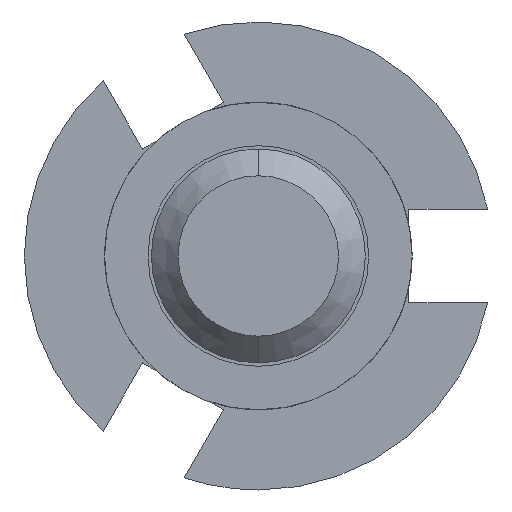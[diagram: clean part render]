
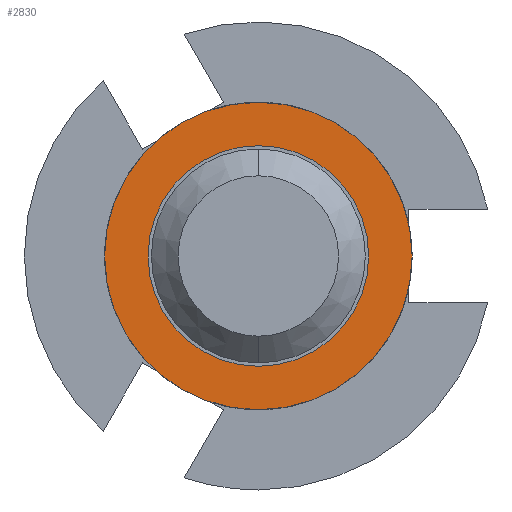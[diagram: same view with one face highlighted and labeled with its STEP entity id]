
A CAD part, front view. The second image highlights one B-rep face of the part: STEP entity #2830.
In plain terms, the highlighted planar face has unit normal (0, -1, 0).
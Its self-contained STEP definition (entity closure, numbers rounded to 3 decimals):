
#54 = ORIENTED_EDGE ( 'NONE', *, *, #1898, .F. ) ;
#68 = CARTESIAN_POINT ( 'NONE',  ( 0., -1.5, 0. ) ) ;
#286 = DIRECTION ( 'NONE',  ( 0., 0., 1. ) ) ;
#538 = FACE_BOUND ( 'NONE', #3220, .T. ) ;
#569 = VERTEX_POINT ( 'NONE', #732 ) ;
#585 = DIRECTION ( 'NONE',  ( 0., 1., 0. ) ) ;
#656 = CARTESIAN_POINT ( 'NONE',  ( 0., -1.5, 0. ) ) ;
#732 = CARTESIAN_POINT ( 'NONE',  ( 0., -1.5, -0.825 ) ) ;
#909 = DIRECTION ( 'NONE',  ( 0., 1., 0. ) ) ;
#1140 = DIRECTION ( 'NONE',  ( 0., 0., 1. ) ) ;
#1313 = ORIENTED_EDGE ( 'NONE', *, *, #4120, .T. ) ;
#1432 = CARTESIAN_POINT ( 'NONE',  ( 0., -1.5, 1.15 ) ) ;
#1449 = ORIENTED_EDGE ( 'NONE', *, *, #3675, .F. ) ;
#1685 = DIRECTION ( 'NONE',  ( 0., 1., 0. ) ) ;
#1877 = VERTEX_POINT ( 'NONE', #2746 ) ;
#1898 = EDGE_CURVE ( 'Defeature ausgef�hrt4_13+Defeature ausgef�hrt4_17+Defeature ausgef�hrt4_17+Defeature ausgef�hrt4_17', #2592, #3890, #2603, .T. ) ;
#2065 = AXIS2_PLACEMENT_3D ( 'NONE', #656, #4431, #286 ) ;
#2081 = EDGE_LOOP ( 'NONE', ( #54, #1449 ) ) ;
#2118 = DIRECTION ( 'NONE',  ( 0., 1., 0. ) ) ;
#2230 = CARTESIAN_POINT ( 'NONE',  ( 0.825, -1.5, 0. ) ) ;
#2243 = CARTESIAN_POINT ( 'NONE',  ( 0., -1.5, -1.15 ) ) ;
#2257 = DIRECTION ( 'NONE',  ( 0., 0., 1. ) ) ;
#2334 = DIRECTION ( 'NONE',  ( 0., 0., 1. ) ) ;
#2385 = AXIS2_PLACEMENT_3D ( 'NONE', #2230, #909, #2257 ) ;
#2402 = EDGE_CURVE ( 'Defeature ausgef�hrt4_17+Defeature ausgef�hrt4_16+Defeature ausgef�hrt4_16+Defeature ausgef�hrt4_16', #1877, #569, #3310, .T. ) ;
#2535 = CIRCLE ( 'NONE', #2587, 1.15 ) ;
#2587 = AXIS2_PLACEMENT_3D ( 'NONE', #68, #2118, #1140 ) ;
#2592 = VERTEX_POINT ( 'NONE', #1432 ) ;
#2603 = CIRCLE ( 'NONE', #4356, 1.15 ) ;
#2746 = CARTESIAN_POINT ( 'NONE',  ( 0., -1.5, 0.825 ) ) ;
#2830 = ADVANCED_FACE ( 'Defeature ausgef�hrt4_17', ( #4442, #538 ), #2957, .F. ) ;
#2907 = AXIS2_PLACEMENT_3D ( 'NONE', #3314, #585, #2334 ) ;
#2957 = PLANE ( 'NONE',  #2385 ) ;
#3220 = EDGE_LOOP ( 'NONE', ( #3545, #1313 ) ) ;
#3310 = CIRCLE ( 'NONE', #2907, 0.825 ) ;
#3314 = CARTESIAN_POINT ( 'NONE',  ( 0., -1.5, 0. ) ) ;
#3407 = CARTESIAN_POINT ( 'NONE',  ( 0., -1.5, 0. ) ) ;
#3545 = ORIENTED_EDGE ( 'NONE', *, *, #2402, .T. ) ;
#3675 = EDGE_CURVE ( 'Defeature ausgef�hrt4_13+Defeature ausgef�hrt4_17+Defeature ausgef�hrt4_17+Defeature ausgef�hrt4_17', #3890, #2592, #2535, .T. ) ;
#3890 = VERTEX_POINT ( 'NONE', #2243 ) ;
#4110 = DIRECTION ( 'NONE',  ( 0., 0., 1. ) ) ;
#4120 = EDGE_CURVE ( 'Defeature ausgef�hrt4_17+Defeature ausgef�hrt4_16+Defeature ausgef�hrt4_16+Defeature ausgef�hrt4_16', #569, #1877, #4220, .T. ) ;
#4220 = CIRCLE ( 'NONE', #2065, 0.825 ) ;
#4356 = AXIS2_PLACEMENT_3D ( 'NONE', #3407, #1685, #4110 ) ;
#4431 = DIRECTION ( 'NONE',  ( 0., 1., 0. ) ) ;
#4442 = FACE_OUTER_BOUND ( 'NONE', #2081, .T. ) ;
